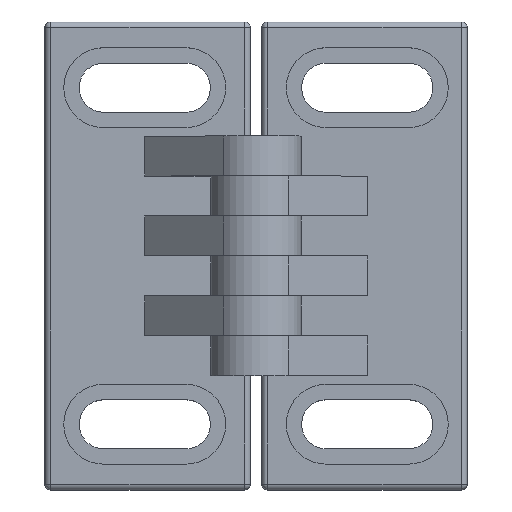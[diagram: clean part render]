
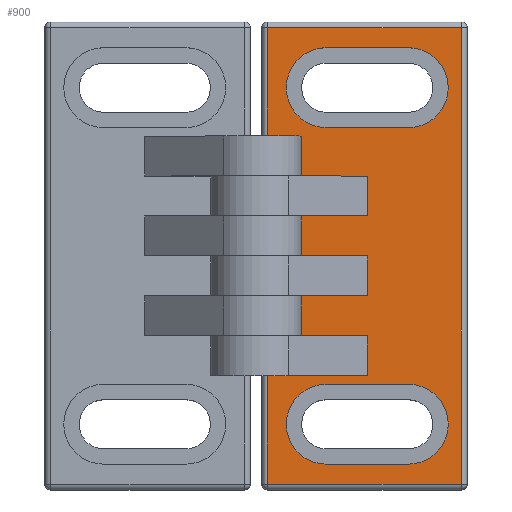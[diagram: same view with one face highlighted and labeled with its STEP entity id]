
A CAD part, top view. The second image highlights one B-rep face of the part: STEP entity #900.
In plain terms, the highlighted planar face has unit normal (0, 0, 1).
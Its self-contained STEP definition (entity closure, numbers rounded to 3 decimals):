
#114=CARTESIAN_POINT('',(-10.5,-8.5,7.));
#115=VERTEX_POINT('',#114);
#123=CARTESIAN_POINT('',(-20.,-8.5,7.));
#124=VERTEX_POINT('',#123);
#125=CARTESIAN_POINT('',(-10.5,-8.5,7.));
#126=DIRECTION('',(-1.0,0.0,0.0));
#127=VECTOR('',#126,9.5);
#128=LINE('',#125,#127);
#129=EDGE_CURVE('',#115,#124,#128,.T.);
#163=CARTESIAN_POINT('',(-20.,8.5,7.));
#164=VERTEX_POINT('',#163);
#165=CARTESIAN_POINT('',(-20.,-8.5,7.));
#166=DIRECTION('',(0.0,1.0,0.0));
#167=VECTOR('',#166,17.0);
#168=LINE('',#165,#167);
#169=EDGE_CURVE('',#124,#164,#168,.T.);
#220=CARTESIAN_POINT('',(20.0,8.5,7.));
#221=VERTEX_POINT('',#220);
#222=CARTESIAN_POINT('',(-20.,8.5,7.));
#223=DIRECTION('',(1.0,0.0,0.0));
#224=VECTOR('',#223,40.);
#225=LINE('',#222,#224);
#226=EDGE_CURVE('',#164,#221,#225,.T.);
#277=CARTESIAN_POINT('',(20.,-8.5,7.));
#278=VERTEX_POINT('',#277);
#279=CARTESIAN_POINT('',(20.0,8.5,7.));
#280=DIRECTION('',(0.0,-1.0,0.0));
#281=VECTOR('',#280,17.0);
#282=LINE('',#279,#281);
#283=EDGE_CURVE('',#221,#278,#282,.T.);
#334=CARTESIAN_POINT('',(10.5,-8.5,7.));
#335=VERTEX_POINT('',#334);
#336=CARTESIAN_POINT('',(20.,-8.5,7.));
#337=DIRECTION('',(-1.0,0.0,0.0));
#338=VECTOR('',#337,9.5);
#339=LINE('',#336,#338);
#340=EDGE_CURVE('',#278,#335,#339,.T.);
#587=CARTESIAN_POINT('',(7.0,-9.,7.));
#588=VERTEX_POINT('',#587);
#595=CARTESIAN_POINT('',(6.,-9.,7.));
#596=VERTEX_POINT('',#595);
#597=CARTESIAN_POINT('',(7.0,-9.,7.));
#598=DIRECTION('',(-1.0,0.0,0.0));
#599=VECTOR('',#598,1.);
#600=LINE('',#597,#599);
#601=EDGE_CURVE('',#588,#596,#600,.T.);
#635=CARTESIAN_POINT('',(0.,-9.,7.));
#636=VERTEX_POINT('',#635);
#643=CARTESIAN_POINT('',(-0.5,-9.,7.));
#644=VERTEX_POINT('',#643);
#645=CARTESIAN_POINT('',(0.0,-9.,7.));
#646=DIRECTION('',(-1.0,0.0,0.0));
#647=VECTOR('',#646,0.5);
#648=LINE('',#645,#647);
#649=EDGE_CURVE('',#636,#644,#648,.T.);
#700=CARTESIAN_POINT('',(0.,0.,7.));
#701=DIRECTION('',(0.0,0.0,1.0));
#702=DIRECTION('',(1.0,0.0,0.0));
#703=AXIS2_PLACEMENT_3D('',#700,#701,#702);
#704=PLANE('',#703);
#705=ORIENTED_EDGE('',*,*,#129,.F.);
#706=CARTESIAN_POINT('',(-10.5,-6.888,7.));
#707=VERTEX_POINT('',#706);
#708=CARTESIAN_POINT('',(-10.5,-8.5,7.));
#709=DIRECTION('',(0.0,1.0,0.0));
#710=VECTOR('',#709,1.612);
#711=LINE('',#708,#710);
#712=EDGE_CURVE('',#115,#707,#711,.T.);
#713=ORIENTED_EDGE('',*,*,#712,.T.);
#714=CARTESIAN_POINT('',(-7.,-6.888,7.));
#715=VERTEX_POINT('',#714);
#716=CARTESIAN_POINT('',(-10.5,-6.888,7.));
#717=DIRECTION('',(1.0,0.0,0.0));
#718=VECTOR('',#717,3.5);
#719=LINE('',#716,#718);
#720=EDGE_CURVE('',#707,#715,#719,.T.);
#721=ORIENTED_EDGE('',*,*,#720,.T.);
#722=CARTESIAN_POINT('',(-7.,0.25,7.));
#723=VERTEX_POINT('',#722);
#724=CARTESIAN_POINT('',(-7.,-6.888,7.));
#725=DIRECTION('',(0.0,1.0,0.0));
#726=VECTOR('',#725,7.138);
#727=LINE('',#724,#726);
#728=EDGE_CURVE('',#715,#723,#727,.T.);
#729=ORIENTED_EDGE('',*,*,#728,.T.);
#730=CARTESIAN_POINT('',(-3.5,0.25,7.));
#731=VERTEX_POINT('',#730);
#732=CARTESIAN_POINT('',(-7.,0.25,7.));
#733=DIRECTION('',(1.0,0.0,0.0));
#734=VECTOR('',#733,3.5);
#735=LINE('',#732,#734);
#736=EDGE_CURVE('',#723,#731,#735,.T.);
#737=ORIENTED_EDGE('',*,*,#736,.T.);
#738=CARTESIAN_POINT('',(-3.5,-6.888,7.));
#739=VERTEX_POINT('',#738);
#740=CARTESIAN_POINT('',(-3.5,0.25,7.));
#741=DIRECTION('',(0.0,-1.0,0.0));
#742=VECTOR('',#741,7.138);
#743=LINE('',#740,#742);
#744=EDGE_CURVE('',#731,#739,#743,.T.);
#745=ORIENTED_EDGE('',*,*,#744,.T.);
#746=CARTESIAN_POINT('',(-0.5,-6.888,7.));
#747=VERTEX_POINT('',#746);
#748=CARTESIAN_POINT('',(-3.5,-6.888,7.));
#749=DIRECTION('',(1.0,0.0,0.0));
#750=VECTOR('',#749,3.0);
#751=LINE('',#748,#750);
#752=EDGE_CURVE('',#739,#747,#751,.T.);
#753=ORIENTED_EDGE('',*,*,#752,.T.);
#754=CARTESIAN_POINT('',(-0.5,-6.888,7.));
#755=DIRECTION('',(0.0,-1.0,0.0));
#756=VECTOR('',#755,2.112);
#757=LINE('',#754,#756);
#758=EDGE_CURVE('',#747,#644,#757,.T.);
#759=ORIENTED_EDGE('',*,*,#758,.T.);
#760=ORIENTED_EDGE('',*,*,#649,.F.);
#761=CARTESIAN_POINT('',(0.,0.25,7.));
#762=VERTEX_POINT('',#761);
#763=CARTESIAN_POINT('',(0.,-9.,7.));
#764=DIRECTION('',(0.0,1.0,0.0));
#765=VECTOR('',#764,9.25);
#766=LINE('',#763,#765);
#767=EDGE_CURVE('',#636,#762,#766,.T.);
#768=ORIENTED_EDGE('',*,*,#767,.T.);
#769=CARTESIAN_POINT('',(3.5,0.25,7.));
#770=VERTEX_POINT('',#769);
#771=CARTESIAN_POINT('',(0.,0.25,7.));
#772=DIRECTION('',(1.0,0.0,0.0));
#773=VECTOR('',#772,3.5);
#774=LINE('',#771,#773);
#775=EDGE_CURVE('',#762,#770,#774,.T.);
#776=ORIENTED_EDGE('',*,*,#775,.T.);
#777=CARTESIAN_POINT('',(3.5,-6.888,7.));
#778=VERTEX_POINT('',#777);
#779=CARTESIAN_POINT('',(3.5,0.25,7.));
#780=DIRECTION('',(0.0,-1.0,0.0));
#781=VECTOR('',#780,7.138);
#782=LINE('',#779,#781);
#783=EDGE_CURVE('',#770,#778,#782,.T.);
#784=ORIENTED_EDGE('',*,*,#783,.T.);
#785=CARTESIAN_POINT('',(6.,-6.888,7.));
#786=VERTEX_POINT('',#785);
#787=CARTESIAN_POINT('',(3.5,-6.888,7.));
#788=DIRECTION('',(1.0,0.0,0.0));
#789=VECTOR('',#788,2.5);
#790=LINE('',#787,#789);
#791=EDGE_CURVE('',#778,#786,#790,.T.);
#792=ORIENTED_EDGE('',*,*,#791,.T.);
#793=CARTESIAN_POINT('',(6.,-6.888,7.));
#794=DIRECTION('',(0.0,-1.0,0.0));
#795=VECTOR('',#794,2.112);
#796=LINE('',#793,#795);
#797=EDGE_CURVE('',#786,#596,#796,.T.);
#798=ORIENTED_EDGE('',*,*,#797,.T.);
#799=ORIENTED_EDGE('',*,*,#601,.F.);
#800=CARTESIAN_POINT('',(7.,0.25,7.));
#801=VERTEX_POINT('',#800);
#802=CARTESIAN_POINT('',(7.,-9.,7.));
#803=DIRECTION('',(0.0,1.0,0.0));
#804=VECTOR('',#803,9.25);
#805=LINE('',#802,#804);
#806=EDGE_CURVE('',#588,#801,#805,.T.);
#807=ORIENTED_EDGE('',*,*,#806,.T.);
#808=CARTESIAN_POINT('',(10.5,0.25,7.));
#809=VERTEX_POINT('',#808);
#810=CARTESIAN_POINT('',(7.,0.25,7.));
#811=DIRECTION('',(1.0,0.0,0.0));
#812=VECTOR('',#811,3.5);
#813=LINE('',#810,#812);
#814=EDGE_CURVE('',#801,#809,#813,.T.);
#815=ORIENTED_EDGE('',*,*,#814,.T.);
#816=CARTESIAN_POINT('',(10.5,0.25,7.));
#817=DIRECTION('',(0.0,-1.0,0.0));
#818=VECTOR('',#817,8.75);
#819=LINE('',#816,#818);
#820=EDGE_CURVE('',#809,#335,#819,.T.);
#821=ORIENTED_EDGE('',*,*,#820,.T.);
#822=ORIENTED_EDGE('',*,*,#340,.F.);
#823=ORIENTED_EDGE('',*,*,#283,.F.);
#824=ORIENTED_EDGE('',*,*,#226,.F.);
#825=ORIENTED_EDGE('',*,*,#169,.F.);
#826=EDGE_LOOP('',(#705,#713,#721,#729,#737,#745,#753,#759,#760,#768,#776,#784,#792,#798,#799,#807,#815,#821,#822,#823,#824,#825));
#827=FACE_OUTER_BOUND('',#826,.T.);
#828=CARTESIAN_POINT('',(11.25,-3.35,7.));
#829=VERTEX_POINT('',#828);
#830=CARTESIAN_POINT('',(11.25,3.85,7.));
#831=VERTEX_POINT('',#830);
#832=CARTESIAN_POINT('',(11.25,-3.35,7.));
#833=DIRECTION('',(0.0,1.0,0.0));
#834=VECTOR('',#833,7.2);
#835=LINE('',#832,#834);
#836=EDGE_CURVE('',#829,#831,#835,.T.);
#837=ORIENTED_EDGE('',*,*,#836,.T.);
#838=CARTESIAN_POINT('',(18.25,3.85,7.));
#839=VERTEX_POINT('',#838);
#840=CARTESIAN_POINT('',(14.75,3.85,7.));
#841=DIRECTION('',(0.0,0.0,-1.0));
#842=DIRECTION('',(-1.0,0.0,0.0));
#843=AXIS2_PLACEMENT_3D('',#840,#841,#842);
#844=CIRCLE('',#843,3.5);
#845=EDGE_CURVE('',#831,#839,#844,.T.);
#846=ORIENTED_EDGE('',*,*,#845,.T.);
#847=CARTESIAN_POINT('',(18.25,-3.35,7.));
#848=VERTEX_POINT('',#847);
#849=CARTESIAN_POINT('',(18.25,3.85,7.));
#850=DIRECTION('',(0.0,-1.0,0.0));
#851=VECTOR('',#850,7.2);
#852=LINE('',#849,#851);
#853=EDGE_CURVE('',#839,#848,#852,.T.);
#854=ORIENTED_EDGE('',*,*,#853,.T.);
#855=CARTESIAN_POINT('',(14.75,-3.35,7.));
#856=DIRECTION('',(0.0,0.0,-1.0));
#857=DIRECTION('',(1.0,0.0,0.0));
#858=AXIS2_PLACEMENT_3D('',#855,#856,#857);
#859=CIRCLE('',#858,3.5);
#860=EDGE_CURVE('',#848,#829,#859,.T.);
#861=ORIENTED_EDGE('',*,*,#860,.T.);
#862=EDGE_LOOP('',(#837,#846,#854,#861));
#863=FACE_BOUND('',#862,.T.);
#864=CARTESIAN_POINT('',(-11.25,-3.35,7.));
#865=VERTEX_POINT('',#864);
#866=CARTESIAN_POINT('',(-18.25,-3.35,7.));
#867=VERTEX_POINT('',#866);
#868=CARTESIAN_POINT('',(-14.75,-3.35,7.));
#869=DIRECTION('',(0.0,0.0,-1.0));
#870=DIRECTION('',(-1.0,0.0,0.0));
#871=AXIS2_PLACEMENT_3D('',#868,#869,#870);
#872=CIRCLE('',#871,3.5);
#873=EDGE_CURVE('',#865,#867,#872,.T.);
#874=ORIENTED_EDGE('',*,*,#873,.T.);
#875=CARTESIAN_POINT('',(-18.25,3.85,7.));
#876=VERTEX_POINT('',#875);
#877=CARTESIAN_POINT('',(-18.25,-3.35,7.));
#878=DIRECTION('',(0.0,1.0,0.0));
#879=VECTOR('',#878,7.2);
#880=LINE('',#877,#879);
#881=EDGE_CURVE('',#867,#876,#880,.T.);
#882=ORIENTED_EDGE('',*,*,#881,.T.);
#883=CARTESIAN_POINT('',(-11.25,3.85,7.));
#884=VERTEX_POINT('',#883);
#885=CARTESIAN_POINT('',(-14.75,3.85,7.));
#886=DIRECTION('',(0.0,0.0,-1.0));
#887=DIRECTION('',(1.0,0.0,0.0));
#888=AXIS2_PLACEMENT_3D('',#885,#886,#887);
#889=CIRCLE('',#888,3.5);
#890=EDGE_CURVE('',#876,#884,#889,.T.);
#891=ORIENTED_EDGE('',*,*,#890,.T.);
#892=CARTESIAN_POINT('',(-11.25,3.85,7.));
#893=DIRECTION('',(0.0,-1.0,0.0));
#894=VECTOR('',#893,7.2);
#895=LINE('',#892,#894);
#896=EDGE_CURVE('',#884,#865,#895,.T.);
#897=ORIENTED_EDGE('',*,*,#896,.T.);
#898=EDGE_LOOP('',(#874,#882,#891,#897));
#899=FACE_BOUND('',#898,.T.);
#900=ADVANCED_FACE('',(#827,#863,#899),#704,.T.);
